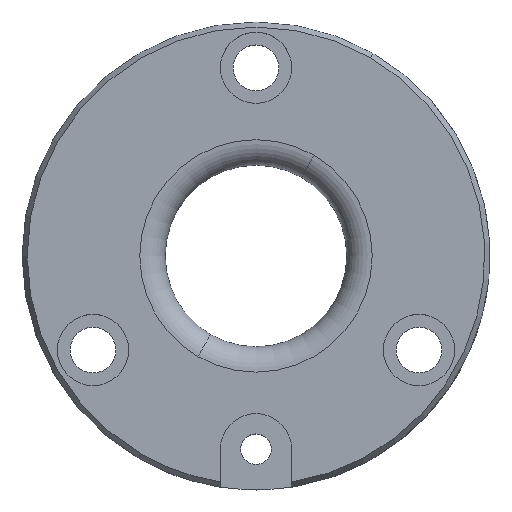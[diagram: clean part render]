
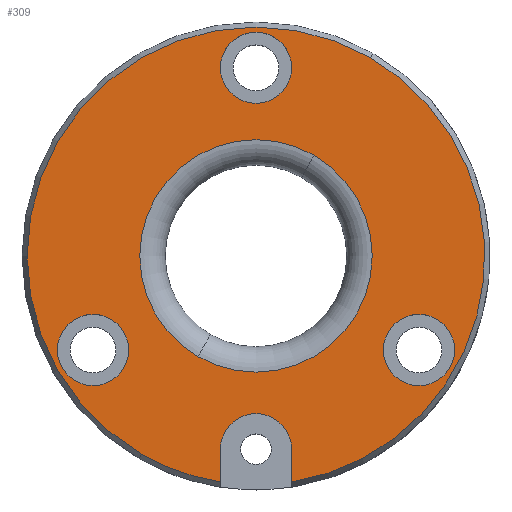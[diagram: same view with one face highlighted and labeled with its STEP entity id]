
A CAD part, top view. The second image highlights one B-rep face of the part: STEP entity #309.
In plain terms, the highlighted planar face has unit normal (0, 0, 1).
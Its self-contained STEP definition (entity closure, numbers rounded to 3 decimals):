
#1=CARTESIAN_POINT('POINT1',(11.425,19.789
   ,0.));
#2=VERTEX_POINT('VERTEX1',#1);
#12=CARTESIAN_POINT('POINT3',(-11.425,
   -19.789,0.));
#13=VERTEX_POINT('VERTEX3',#12);
#14=CARTESIAN_POINT('POS2',(0.,0.,
   0.));
#15=DIRECTION('DIR3',(0.,0.,1.));
#16=DIRECTION('DIR4',(-0.5,-0.866,
   0.));
#17=AXIS2_PLACEMENT_3D('AXIS2',#14,#15,#16);
#18=CIRCLE('ELLIPSE2',#17,22.85);
#19=EDGE_CURVE('EDGE2',#2,#13,#18,.T.);
#54=EDGE_CURVE('EDGE6',#13,#2,#18,.T.);
#61=CARTESIAN_POINT('POINT6',(38.105,
   -22.,0.));
#62=VERTEX_POINT('VERTEX6',#61);
#78=CARTESIAN_POINT('POINT8',(25.981,
   -15.,0.));
#79=VERTEX_POINT('VERTEX8',#78);
#86=CARTESIAN_POINT('POS10',(32.043,
   -18.5,0.));
#87=DIRECTION('DIR17',(0.,0.,
   -1.));
#88=DIRECTION('DIR18',(0.866,-0.5,
   0.));
#89=AXIS2_PLACEMENT_3D('AXIS8',#86,#87,#88);
#90=CIRCLE('ELLIPSE7',#89,7.);
#91=EDGE_CURVE('EDGE10',#62,#79,#90,.T.);
#102=EDGE_CURVE('EDGE11',#79,#62,#90,.T.);
#112=CARTESIAN_POINT('POINT10',(6.062,
   33.5,0.));
#113=VERTEX_POINT('VERTEX10',#112);
#129=CARTESIAN_POINT('POINT12',(-6.062,
   40.5,0.));
#130=VERTEX_POINT('VERTEX12',#129);
#137=CARTESIAN_POINT('POS15',(0.,
   37.,0.));
#138=DIRECTION('DIR25',(0.,0.,
   -1.));
#139=DIRECTION('DIR26',(0.866,-0.5,
   0.));
#140=AXIS2_PLACEMENT_3D('AXIS11',#137,#138,#139);
#141=CIRCLE('ELLIPSE9',#140,7.);
#142=EDGE_CURVE('EDGE16',#113,#130,#141,.T.);
#153=EDGE_CURVE('EDGE17',#130,#113,#141,.T.);
#163=CARTESIAN_POINT('POINT14',(-25.981,
   -22.,0.));
#164=VERTEX_POINT('VERTEX14',#163);
#180=CARTESIAN_POINT('POINT16',(-38.105,
   -15.,0.));
#181=VERTEX_POINT('VERTEX16',#180);
#188=CARTESIAN_POINT('POS20',(-32.043,
   -18.5,0.));
#189=DIRECTION('DIR33',(0.,0.,
   -1.));
#190=DIRECTION('DIR34',(0.866,-0.5,
   0.));
#191=AXIS2_PLACEMENT_3D('AXIS14',#188,#189,#190);
#192=CIRCLE('ELLIPSE11',#191,7.);
#193=EDGE_CURVE('EDGE22',#164,#181,#192,.T.);
#204=EDGE_CURVE('EDGE23',#181,#164,#192,.T.);
#223=CARTESIAN_POINT('POINT19',(7.,
   -38.,0.));
#224=VERTEX_POINT('VERTEX19',#223);
#231=CARTESIAN_POINT('POINT20',(-7.,
   -38.,0.));
#232=VERTEX_POINT('VERTEX20',#231);
#233=CARTESIAN_POINT('POS24',(0.,
   -38.,0.));
#234=DIRECTION('DIR40',(0.,0.,
   -1.));
#235=DIRECTION('DIR41',(-1.,0.,
   0.));
#236=AXIS2_PLACEMENT_3D('AXIS17',#233,#234,#235);
#237=CIRCLE('ELLIPSE13',#236,7.);
#238=EDGE_CURVE('EDGE27',#232,#224,#237,.T.);
#254=CARTESIAN_POINT('POINT21',(7.,
   -44.452,0.));
#255=VERTEX_POINT('VERTEX21',#254);
#256=CARTESIAN_POINT('POS27',(7.,
   -40.48,0.));
#257=DIRECTION('DIR45',(0.,-1.,0.));
#258=VECTOR('VEC9',#257,1.);
#259=LINE('STRAIGHT9',#256,#258);
#260=EDGE_CURVE('EDGE29',#224,#255,#259,.T.);
#261=ORIENTED_EDGE('COEDGE37',*,*,#260,.T.);
#262=CARTESIAN_POINT('POINT22',(22.5,
   38.971,0.));
#263=VERTEX_POINT('VERTEX22',#262);
#264=CARTESIAN_POINT('POS28',(0.,
   0.,0.));
#265=DIRECTION('DIR46',(0.,0.,1.));
#266=DIRECTION('DIR47',(-0.5,-0.866,
   0.));
#267=AXIS2_PLACEMENT_3D('AXIS19',#264,#265,#266);
#268=CIRCLE('ELLIPSE14',#267,45.);
#269=EDGE_CURVE('EDGE30',#255,#263,#268,.T.);
#270=ORIENTED_EDGE('COEDGE38',*,*,#269,.T.);
#271=CARTESIAN_POINT('POINT23',(-22.5,
   -38.971,0.));
#272=VERTEX_POINT('VERTEX23',#271);
#273=EDGE_CURVE('EDGE31',#263,#272,#268,.T.);
#274=ORIENTED_EDGE('COEDGE39',*,*,#273,.T.);
#275=CARTESIAN_POINT('POINT24',(-7.,
   -44.452,0.));
#276=VERTEX_POINT('VERTEX24',#275);
#277=EDGE_CURVE('EDGE32',#272,#276,#268,.T.);
#278=ORIENTED_EDGE('COEDGE40',*,*,#277,.T.);
#279=CARTESIAN_POINT('POS29',(-7.,
   -33.69,0.));
#280=DIRECTION('DIR48',(0.,1.,0.));
#281=VECTOR('VEC10',#280,1.);
#282=LINE('STRAIGHT10',#279,#281);
#283=EDGE_CURVE('EDGE33',#276,#232,#282,.T.);
#284=ORIENTED_EDGE('COEDGE41',*,*,#283,.T.);
#285=ORIENTED_EDGE('COEDGE42',*,*,#238,.T.);
#286=EDGE_LOOP('NONE',(#261,#270,#274,#278,#284,#285));
#287=FACE_BOUND('LOOP1',#286,.T.);
#288=ORIENTED_EDGE('COEDGE43',*,*,#204,.T.);
#289=ORIENTED_EDGE('COEDGE44',*,*,#193,.T.);
#290=EDGE_LOOP('NONE',(#288,#289));
#291=FACE_BOUND('LOOP1',#290,.T.);
#292=ORIENTED_EDGE('COEDGE45',*,*,#153,.T.);
#293=ORIENTED_EDGE('COEDGE46',*,*,#142,.T.);
#294=EDGE_LOOP('NONE',(#292,#293));
#295=FACE_BOUND('LOOP1',#294,.T.);
#296=ORIENTED_EDGE('COEDGE47',*,*,#102,.T.);
#297=ORIENTED_EDGE('COEDGE48',*,*,#91,.T.);
#298=EDGE_LOOP('NONE',(#296,#297));
#299=FACE_BOUND('LOOP1',#298,.T.);
#300=ORIENTED_EDGE('COEDGE49',*,*,#54,.F.);
#301=ORIENTED_EDGE('COEDGE50',*,*,#19,.F.);
#302=EDGE_LOOP('NONE',(#300,#301));
#303=FACE_BOUND('LOOP1',#302,.T.);
#304=CARTESIAN_POINT('POS30',(-16.962,
   -29.38,0.));
#305=DIRECTION('DIR49',(0.,0.,1.));
#306=DIRECTION('DIR50',(1.,0.,0.));
#307=AXIS2_PLACEMENT_3D('AXIS20',#304,#305,#306);
#308=PLANE('PLANE1',#307);
#309=ADVANCED_FACE('FACE10',(#287,#291,#295,#299,#303),#308,.T.);
